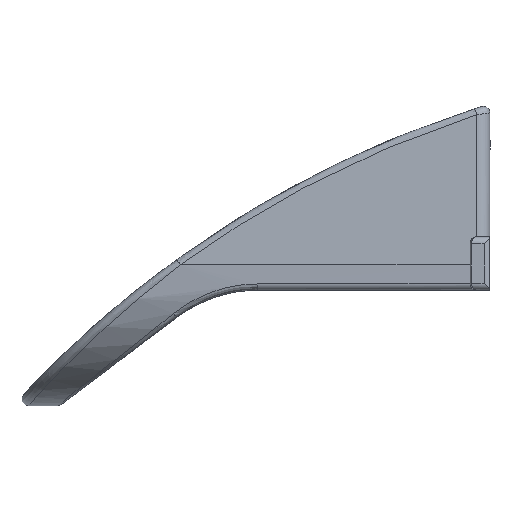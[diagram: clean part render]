
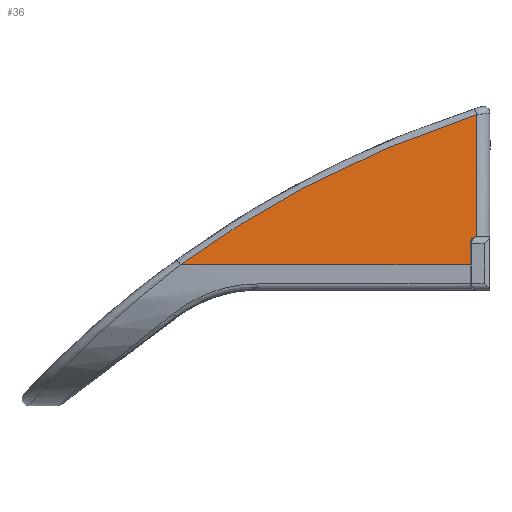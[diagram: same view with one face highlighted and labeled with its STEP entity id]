
A CAD part, left-side view. The second image highlights one B-rep face of the part: STEP entity #36.
In plain terms, the highlighted planar face has unit normal (-0.998, 0, 0.06).
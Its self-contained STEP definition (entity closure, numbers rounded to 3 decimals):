
#36 = ADVANCED_FACE ( 'NONE', ( #2277 ), #388, .F. ) ;
#75 = VERTEX_POINT ( 'NONE', #746 ) ;
#102 = VERTEX_POINT ( 'NONE', #540 ) ;
#104 = VERTEX_POINT ( 'NONE', #542 ) ;
#108 = VERTEX_POINT ( 'NONE', #546 ) ;
#211 = DIRECTION ( 'NONE',  ( 0.06, 0., 0.998 ) ) ;
#216 = CARTESIAN_POINT ( 'NONE',  ( -9.684, 16.499, -7.17 ) ) ;
#217 = CARTESIAN_POINT ( 'NONE',  ( -9.982, 23.307, -12.096 ) ) ;
#386 = CARTESIAN_POINT ( 'NONE',  ( -9.982, 42., -12.096 ) ) ;
#388 = PLANE ( 'NONE',  #1027 ) ;
#540 = CARTESIAN_POINT ( 'NONE',  ( -9.855, 1., -10. ) ) ;
#542 = CARTESIAN_POINT ( 'NONE',  ( -9.299, 1., -0.806 ) ) ;
#546 = CARTESIAN_POINT ( 'NONE',  ( -9.855, 1.003, -10. ) ) ;
#577 = CARTESIAN_POINT ( 'NONE',  ( -9.982, 23.307, -12.096 ) ) ;
#586 = CARTESIAN_POINT ( 'NONE',  ( -9.982, 1.488, -12.096 ) ) ;
#588 = CARTESIAN_POINT ( 'NONE',  ( -9.915, 1.5, -10.995 ) ) ;
#619 = DIRECTION ( 'NONE',  ( -0.06, 0., -0.998 ) ) ;
#746 = CARTESIAN_POINT ( 'NONE',  ( -9.881, 1.5, -10.423 ) ) ;
#1027 = AXIS2_PLACEMENT_3D ( 'NONE', #386, #2653, #619 ) ;
#1142 = ORIENTED_EDGE ( 'NONE', *, *, #1387, .T. ) ;
#1152 = ORIENTED_EDGE ( 'NONE', *, *, #1379, .T. ) ;
#1155 = ORIENTED_EDGE ( 'NONE', *, *, #1384, .T. ) ;
#1156 = ORIENTED_EDGE ( 'NONE', *, *, #1380, .T. ) ;
#1177 = ORIENTED_EDGE ( 'NONE', *, *, #1389, .T. ) ;
#1230 = ORIENTED_EDGE ( 'NONE', *, *, #1473, .T. ) ;
#1243 = ORIENTED_EDGE ( 'NONE', *, *, #1385, .T. ) ;
#1311 = VERTEX_POINT ( 'NONE', #577 ) ;
#1320 = VERTEX_POINT ( 'NONE', #586 ) ;
#1322 = VERTEX_POINT ( 'NONE', #588 ) ;
#1348 = EDGE_LOOP ( 'NONE', ( #1155, #1152, #1156, #1142, #1177, #1230, #1243 ) ) ;
#1379 = EDGE_CURVE ( 'NONE', #75, #108, #1645, .T. ) ;
#1380 = EDGE_CURVE ( 'NONE', #108, #102, #2298, .T. ) ;
#1384 = EDGE_CURVE ( 'NONE', #1322, #75, #2285, .T. ) ;
#1385 = EDGE_CURVE ( 'NONE', #1320, #1322, #2283, .T. ) ;
#1387 = EDGE_CURVE ( 'NONE', #102, #104, #2288, .T. ) ;
#1389 = EDGE_CURVE ( 'NONE', #104, #1311, #1649, .T. ) ;
#1473 = EDGE_CURVE ( 'NONE', #1311, #1320, #2078, .T. ) ;
#1645 =( BOUNDED_CURVE ( )  B_SPLINE_CURVE ( 3, ( #2599, #2597, #2602, #2603 ),
 .UNSPECIFIED., .F., .T. ) 
 B_SPLINE_CURVE_WITH_KNOTS ( ( 4, 4 ),
 ( 6.103, 7.519 ),
 .UNSPECIFIED. ) 
 CURVE ( )  GEOMETRIC_REPRESENTATION_ITEM ( )  RATIONAL_B_SPLINE_CURVE ( ( 1., 0.84, 0.84, 1. ) ) 
 REPRESENTATION_ITEM ( '' )  );
#1649 =( BOUNDED_CURVE ( )  B_SPLINE_CURVE ( 3, ( #2626, #2625, #216, #217 ),
 .UNSPECIFIED., .F., .T. ) 
 B_SPLINE_CURVE_WITH_KNOTS ( ( 4, 4 ),
 ( 0.311, 0.626 ),
 .UNSPECIFIED. ) 
 CURVE ( )  GEOMETRIC_REPRESENTATION_ITEM ( )  RATIONAL_B_SPLINE_CURVE ( ( 1., 0.992, 0.992, 1. ) ) 
 REPRESENTATION_ITEM ( '' )  );
#1842 = CARTESIAN_POINT ( 'NONE',  ( -9.982, 42., -12.096 ) ) ;
#1843 = DIRECTION ( 'NONE',  ( 0., -1., 0. ) ) ;
#2076 = VECTOR ( 'NONE', #1843, 1000. ) ;
#2078 = LINE ( 'NONE', #1842, #2076 ) ;
#2277 = FACE_OUTER_BOUND ( 'NONE', #1348, .T. ) ;
#2283 = LINE ( 'NONE', #2623, #2289 ) ;
#2285 = LINE ( 'NONE', #2621, #2290 ) ;
#2286 = VECTOR ( 'NONE', #2604, 1000. ) ;
#2288 = LINE ( 'NONE', #2629, #2293 ) ;
#2289 = VECTOR ( 'NONE', #2624, 1000. ) ;
#2290 = VECTOR ( 'NONE', #2622, 1000. ) ;
#2293 = VECTOR ( 'NONE', #211, 1000. ) ;
#2298 = LINE ( 'NONE', #2601, #2286 ) ;
#2597 = CARTESIAN_POINT ( 'NONE',  ( -9.865, 1.462, -10.168 ) ) ;
#2599 = CARTESIAN_POINT ( 'NONE',  ( -9.881, 1.5, -10.423 ) ) ;
#2601 = CARTESIAN_POINT ( 'NONE',  ( -9.855, 42., -10. ) ) ;
#2602 = CARTESIAN_POINT ( 'NONE',  ( -9.855, 1.265, -10. ) ) ;
#2603 = CARTESIAN_POINT ( 'NONE',  ( -9.855, 1.003, -10. ) ) ;
#2604 = DIRECTION ( 'NONE',  ( 0., -1., 0. ) ) ;
#2621 = CARTESIAN_POINT ( 'NONE',  ( -9.982, 1.5, -12.096 ) ) ;
#2622 = DIRECTION ( 'NONE',  ( 0.06, 0., 0.998 ) ) ;
#2623 = CARTESIAN_POINT ( 'NONE',  ( -9.956, 1.493, -11.666 ) ) ;
#2624 = DIRECTION ( 'NONE',  ( 0.06, 0.011, 0.998 ) ) ;
#2625 = CARTESIAN_POINT ( 'NONE',  ( -9.454, 9.001, -3.375 ) ) ;
#2626 = CARTESIAN_POINT ( 'NONE',  ( -9.299, 1., -0.806 ) ) ;
#2629 = CARTESIAN_POINT ( 'NONE',  ( -9.982, 1., -12.096 ) ) ;
#2653 = DIRECTION ( 'NONE',  ( 0.998, 0., -0.06 ) ) ;
